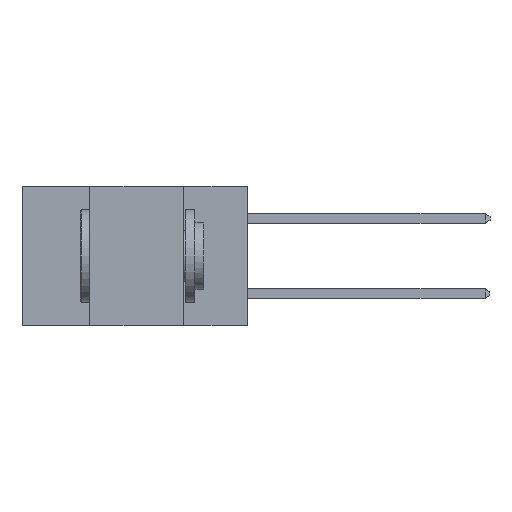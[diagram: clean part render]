
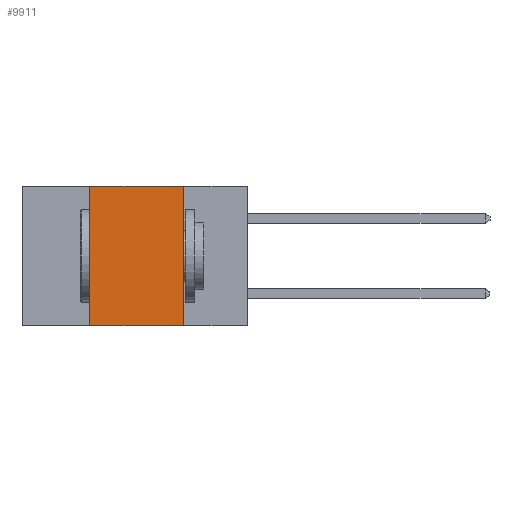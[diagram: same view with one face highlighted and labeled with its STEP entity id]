
A CAD part, left-side view. The second image highlights one B-rep face of the part: STEP entity #9911.
In plain terms, the highlighted planar face has unit normal (-1, 0, 0).
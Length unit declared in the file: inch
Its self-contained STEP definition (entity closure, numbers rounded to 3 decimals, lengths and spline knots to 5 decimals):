
#356 = DIRECTION ( 'NONE',  ( 0., 0., -1. ) ) ;
#424 = VECTOR ( 'NONE', #8293, 39.37008 ) ;
#568 = EDGE_CURVE ( 'NONE', #14713, #1721, #17349, .T. ) ;
#682 = EDGE_CURVE ( 'NONE', #20840, #2366, #14014, .T. ) ;
#1053 = ORIENTED_EDGE ( 'NONE', *, *, #682, .T. ) ;
#1675 = ORIENTED_EDGE ( 'NONE', *, *, #20523, .F. ) ;
#1721 = VERTEX_POINT ( 'NONE', #5142 ) ;
#1768 = EDGE_LOOP ( 'NONE', ( #1675, #5071, #9001, #1053 ) ) ;
#2366 = VERTEX_POINT ( 'NONE', #4971 ) ;
#4627 = CARTESIAN_POINT ( 'NONE',  ( 0., 0.6, 0. ) ) ;
#4971 = CARTESIAN_POINT ( 'NONE',  ( 0., 0.17, -0.37 ) ) ;
#5071 = ORIENTED_EDGE ( 'NONE', *, *, #568, .F. ) ;
#5142 = CARTESIAN_POINT ( 'NONE',  ( 0., 0.17, 0. ) ) ;
#6738 = DIRECTION ( 'NONE',  ( 0., -1., 0. ) ) ;
#7408 = VECTOR ( 'NONE', #22143, 39.37008 ) ;
#7482 = PLANE ( 'NONE',  #18459 ) ;
#8293 = DIRECTION ( 'NONE',  ( 0., 0., 1. ) ) ;
#9001 = ORIENTED_EDGE ( 'NONE', *, *, #13793, .F. ) ;
#9340 = VECTOR ( 'NONE', #6738, 39.37008 ) ;
#9911 = ADVANCED_FACE ( 'NONE', ( #22003 ), #7482, .F. ) ;
#10055 = CARTESIAN_POINT ( 'NONE',  ( 0., 0.42, -0.37 ) ) ;
#11036 = DIRECTION ( 'NONE',  ( 1., 0., 0. ) ) ;
#11220 = VECTOR ( 'NONE', #12833, 39.37008 ) ;
#12833 = DIRECTION ( 'NONE',  ( 0., 0., -1. ) ) ;
#13572 = CARTESIAN_POINT ( 'NONE',  ( 0., 0.6, -0.37 ) ) ;
#13793 = EDGE_CURVE ( 'NONE', #20840, #14713, #14049, .T. ) ;
#13870 = CARTESIAN_POINT ( 'NONE',  ( 0., 0.42, 0. ) ) ;
#14014 = LINE ( 'NONE', #13572, #9340 ) ;
#14049 = LINE ( 'NONE', #18897, #424 ) ;
#14543 = CARTESIAN_POINT ( 'NONE',  ( 0., 0.17, 0. ) ) ;
#14713 = VERTEX_POINT ( 'NONE', #13870 ) ;
#15899 = LINE ( 'NONE', #14543, #11220 ) ;
#17349 = LINE ( 'NONE', #4627, #7408 ) ;
#18459 = AXIS2_PLACEMENT_3D ( 'NONE', #21689, #11036, #356 ) ;
#18897 = CARTESIAN_POINT ( 'NONE',  ( 0., 0.42, 0. ) ) ;
#20523 = EDGE_CURVE ( 'NONE', #1721, #2366, #15899, .T. ) ;
#20840 = VERTEX_POINT ( 'NONE', #10055 ) ;
#21689 = CARTESIAN_POINT ( 'NONE',  ( 0., 0.6, 0. ) ) ;
#22003 = FACE_OUTER_BOUND ( 'NONE', #1768, .T. ) ;
#22143 = DIRECTION ( 'NONE',  ( 0., -1., 0. ) ) ;
